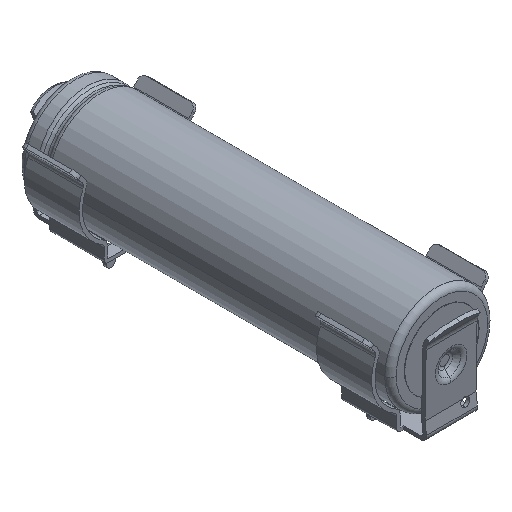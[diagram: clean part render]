
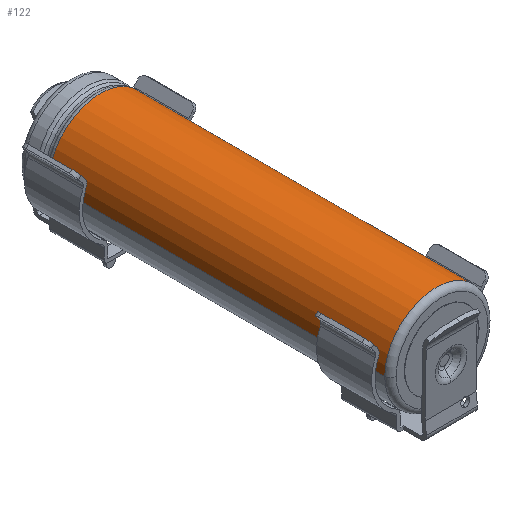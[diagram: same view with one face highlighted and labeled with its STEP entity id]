
A CAD part, isometric view. The second image highlights one B-rep face of the part: STEP entity #122.
In plain terms, the highlighted cylindrical face has radius 9 mm (diameter 18 mm), a partial arc.
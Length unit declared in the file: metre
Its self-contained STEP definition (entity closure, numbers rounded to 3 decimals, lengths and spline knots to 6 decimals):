
#122=ADVANCED_FACE('0:541',(#212),#213,.T.);
#212=FACE_OUTER_BOUND('',#448,.T.);
#213=CYLINDRICAL_SURFACE('',#449,0.009);
#448=EDGE_LOOP('',(#884,#885,#886,#887));
#449=AXIS2_PLACEMENT_3D('',#888,#889,#890);
#884=ORIENTED_EDGE('',*,*,#1550,.F.);
#885=ORIENTED_EDGE('',*,*,#1551,.T.);
#886=ORIENTED_EDGE('',*,*,#1552,.F.);
#887=ORIENTED_EDGE('',*,*,#1553,.T.);
#888=CARTESIAN_POINT('',(0.,0.,0.05357));
#889=DIRECTION('',(0.,0.0,1.0));
#890=DIRECTION('',(-1.0,0.0,0.));
#1550=EDGE_CURVE('',#2969,#2953,#2979,.T.);
#1551=EDGE_CURVE('0:793',#2969,#2965,#2980,.T.);
#1552=EDGE_CURVE('',#2957,#2965,#2981,.T.);
#1553=EDGE_CURVE('0:790',#2957,#2953,#2982,.T.);
#2953=VERTEX_POINT('',#3474);
#2957=VERTEX_POINT('',#3478);
#2965=VERTEX_POINT('',#3486);
#2969=VERTEX_POINT('',#3490);
#2979=LINE('',#3500,#3501);
#2980=CIRCLE('',#3502,0.009);
#2981=LINE('',#3503,#3504);
#2982=CIRCLE('',#3505,0.009);
#3474=CARTESIAN_POINT('',(-0.009,0.,0.04829));
#3478=CARTESIAN_POINT('',(0.009,0.,0.04829));
#3486=CARTESIAN_POINT('',(0.009,0.,-0.01043));
#3490=CARTESIAN_POINT('',(-0.009,0.,-0.01043));
#3500=CARTESIAN_POINT('',(-0.009,0.,0.01893));
#3501=VECTOR('',#4321,1.0);
#3502=AXIS2_PLACEMENT_3D('',#4322,#4323,#4324);
#3503=CARTESIAN_POINT('',(0.009,0.,0.01893));
#3504=VECTOR('',#4325,1.0);
#3505=AXIS2_PLACEMENT_3D('',#4326,#4327,#4328);
#4321=DIRECTION('',(0.,0.0,1.0));
#4322=CARTESIAN_POINT('',(0.,0.,-0.01043));
#4323=DIRECTION('',(0.,0.0,1.0));
#4324=DIRECTION('',(1.0,0.0,0.));
#4325=DIRECTION('',(0.,-0.0,-1.0));
#4326=CARTESIAN_POINT('',(0.,0.,0.04829));
#4327=DIRECTION('',(0.,0.0,-1.0));
#4328=DIRECTION('',(-1.0,0.0,0.));
